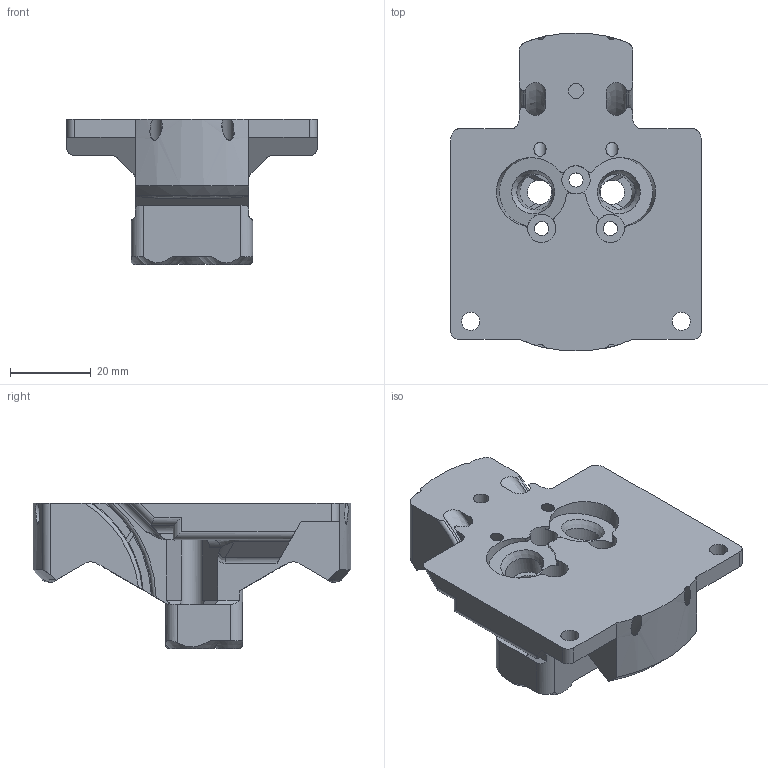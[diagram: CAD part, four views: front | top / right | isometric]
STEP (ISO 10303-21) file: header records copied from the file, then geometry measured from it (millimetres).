
FILE_DESCRIPTION(/* description */ (''),/* implementation_level */ '2;1');
FILE_NAME(/* name */ 'xChimeraMount.stp',/* time_stamp */ '2018-02-13T22:02:57-08:00',/* author */ ('Andrew'),/* organization */ (''),/* preprocessor_version */ 'ST-DEVELOPER v15.6',/* originating_system */ 'Autodesk Inventor 2015',/* authorisation */ '');
FILE_SCHEMA (('AUTOMOTIVE_DESIGN { 1 0 10303 214 3 1 1 }'));
Length unit declared in the file: millimetre
Products named in the file (1): xChimeraMount
Bounding box: 62 x 78.61 x 36 mm (x, y, z)
Volume: 50334.5 mm3; surface area: 18302.7 mm2
Topology: 1 solids, 1 shells, 196 faces, 589 edges, 385 vertices
Faces by surface type: plane 81, cylinder 66, cone 25, bspline 18, torus 6
Full cylindrical faces by diameter (mm): 3 x8, 3.5 x3, 3.8 x1, 4.5 x2, 6 x2, 7 x3, 9 x2
Entity records: 7418 total; most frequent: CARTESIAN_POINT 2584, ORIENTED_EDGE 1006, DIRECTION 965, EDGE_CURVE 503, AXIS2_PLACEMENT_3D 389, VERTEX_POINT 348, EDGE_LOOP 267, FACE_OUTER_BOUND 193
